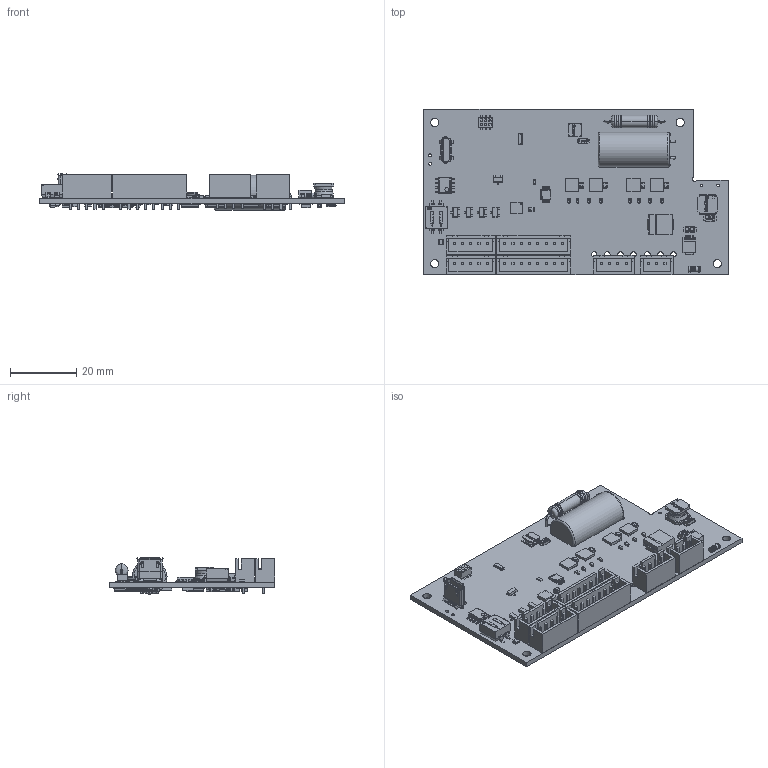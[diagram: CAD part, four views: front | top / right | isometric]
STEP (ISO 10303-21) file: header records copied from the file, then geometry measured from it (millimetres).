
FILE_DESCRIPTION(('FreeCAD Model'),'2;1');
FILE_NAME('CL4-E-1-12_W002_3D.step', '2018-09-04T22:17:52',('Author'),(''), 'Open CASCADE STEP processor 6.8','FreeCAD','Unknown');
FILE_SCHEMA(('AUTOMOTIVE_DESIGN_CC2 { 1 2 10303 214 -1 1 5 4 }'));
Length unit declared in the file: millimetre
Products named in the file (38): ASSEMBLY; D5; PCB_Border; D1320; D9; IC1001; IC1; X15; X21; L6001; IC901; T2; T1701; X11; X1; Q1; R901; IC16; Board; PCB_Holes; D2001; X3; R197; D1; D6; L6101; D6101; IC6101; IC4101; D7; C8; IC2; SW1; R7; IC4001; T2501; X5; D4
Assembly tree (82 placements, depth 2):
  ASSEMBLY
    D5  x4
    PCB_Border
    D1320  x8
    D9  x8
    IC1001  x4
    IC1
    X15  x2
    X21
    L6001
    IC901  x2
    T2  x9
    T1701  x2
    X11
    X1  x2
    Q1
    R901  x6
    IC16
    Board
    PCB_Holes
    D2001  x9
    X3
    R197
    D1
    D6
    L6101
    D6101
    IC6101
    IC4101
    D7
    C8
    IC2
    SW1
    R7
    IC4001
    T2501
    X5
    D4
Bounding box: 92 x 50 x 10.95 mm (x, y, z)
Volume: 11720.8 mm3; surface area: 18452 mm2
Topology: 93 solids, 93 shells, 7629 faces, 20302 edges, 13025 vertices
Faces by surface type: plane 5536, cylinder 1369, bspline 586, sphere 76, extrusion 32, torus 18, cone 8, revolution 4
Full cylindrical faces by diameter (mm): 0.21 x2, 0.6 x20, 0.8 x4, 0.9 x4, 1 x33, 1.194 x1, 1.65 x7, 2.5 x4, 10.5 x1
Entity records: 171455 total; most frequent: CARTESIAN_POINT 42296, ORIENTED_EDGE 21978, DIRECTION 19952, EDGE_CURVE 10987, VECTOR 8398, LINE 8366, VERTEX_POINT 7052, AXIS2_PLACEMENT_3D 5775
